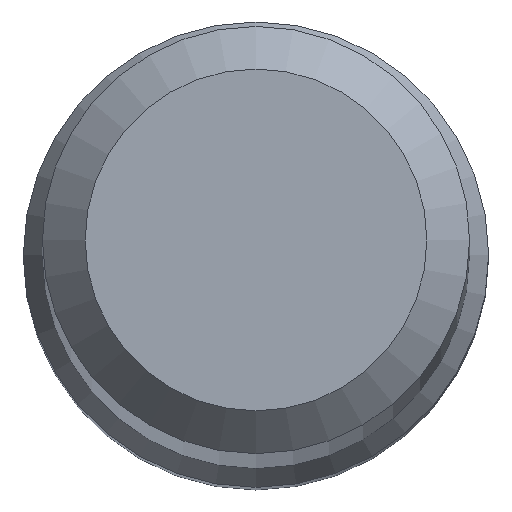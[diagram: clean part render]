
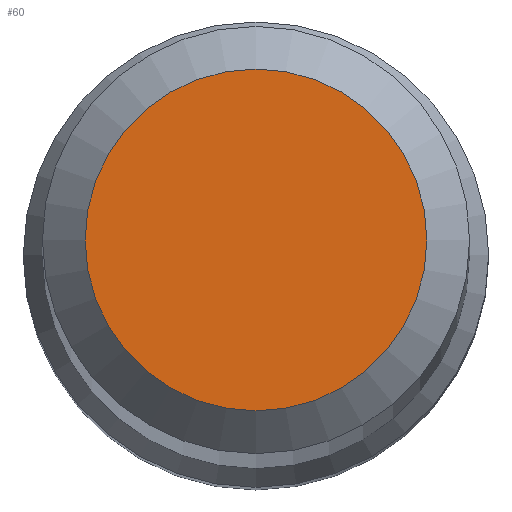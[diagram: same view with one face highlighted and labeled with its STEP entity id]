
A CAD part, top view. The second image highlights one B-rep face of the part: STEP entity #60.
In plain terms, the highlighted planar face has unit normal (0, 0, 1).
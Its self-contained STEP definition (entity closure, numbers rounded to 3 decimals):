
#8 = CARTESIAN_POINT ( 'NONE',  ( 0., 0., 70. ) ) ;
#9 = DIRECTION ( 'NONE',  ( 0., 0., -1. ) ) ;
#17 = AXIS2_PLACEMENT_3D ( 'NONE', #8, #9, #101 ) ;
#19 = ORIENTED_EDGE ( 'NONE', *, *, #181, .F. ) ;
#36 = DIRECTION ( 'NONE',  ( 0., -1., 0. ) ) ;
#45 = VERTEX_POINT ( 'NONE', #66 ) ;
#54 = CIRCLE ( 'NONE', #17, 1.2 ) ;
#60 = ADVANCED_FACE ( 'NONE', ( #93 ), #170, .T. ) ;
#66 = CARTESIAN_POINT ( 'NONE',  ( 0., 1.2, 70. ) ) ;
#71 = AXIS2_PLACEMENT_3D ( 'NONE', #174, #74, #36 ) ;
#74 = DIRECTION ( 'NONE',  ( 0., 0., 1. ) ) ;
#93 = FACE_OUTER_BOUND ( 'NONE', #215, .T. ) ;
#101 = DIRECTION ( 'NONE',  ( 0., 1., 0. ) ) ;
#170 = PLANE ( 'NONE',  #71 ) ;
#174 = CARTESIAN_POINT ( 'NONE',  ( 0., 0., 70. ) ) ;
#181 = EDGE_CURVE ( 'NONE', #45, #45, #54, .T. ) ;
#215 = EDGE_LOOP ( 'NONE', ( #19 ) ) ;
